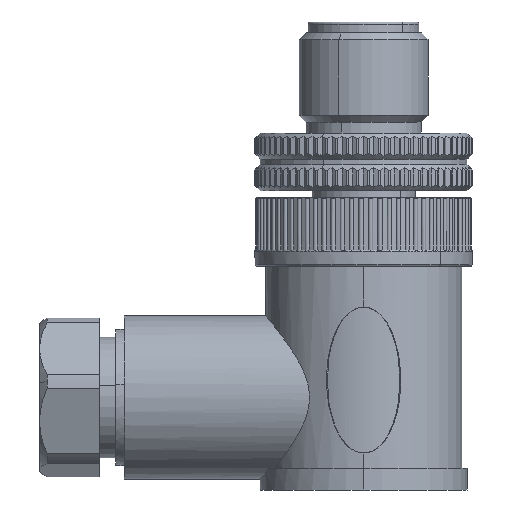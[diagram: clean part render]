
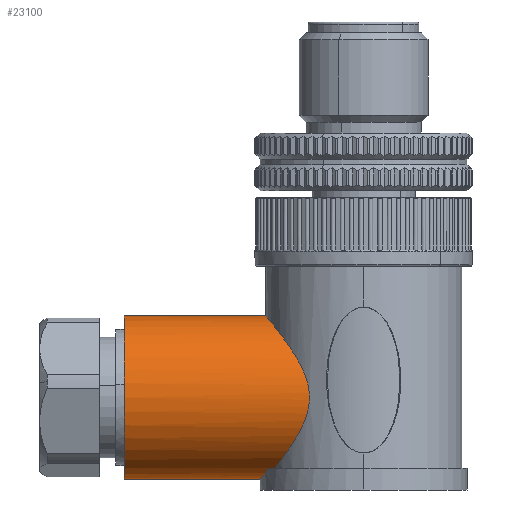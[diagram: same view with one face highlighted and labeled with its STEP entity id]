
A CAD part, left-side view. The second image highlights one B-rep face of the part: STEP entity #23100.
In plain terms, the highlighted cylindrical face has radius 7.5 mm (diameter 15 mm), a partial arc.
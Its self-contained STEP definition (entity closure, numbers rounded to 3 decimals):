
#6308=CARTESIAN_POINT('',(-3.276,-4.036,35.5));
#6309=CARTESIAN_POINT('',(-3.613,-4.036,35.5));
#6310=CARTESIAN_POINT('',(-4.312,-4.074,
35.455));
#6311=CARTESIAN_POINT('',(-5.434,-4.272,
35.216));
#6312=CARTESIAN_POINT('',(-6.565,-4.631,
34.777));
#6313=CARTESIAN_POINT('',(-7.607,-5.119,
34.163));
#6314=CARTESIAN_POINT('',(-8.555,-5.72,
33.375));
#6315=CARTESIAN_POINT('',(-9.335,-6.36,
32.47));
#6316=CARTESIAN_POINT('',(-9.929,-6.96,
31.517));
#6317=CARTESIAN_POINT('',(-10.339,-7.449,
30.586));
#6318=CARTESIAN_POINT('',(-10.609,-7.814,
29.667));
#6319=CARTESIAN_POINT('',(-10.756,-8.03,
28.757));
#6320=CARTESIAN_POINT('',(-10.793,-8.086,
27.862));
#6321=CARTESIAN_POINT('',(-10.722,-7.98,
26.964));
#6322=CARTESIAN_POINT('',(-10.539,-7.716,
26.049));
#6323=CARTESIAN_POINT('',(-10.214,-7.291,
25.085));
#6324=CARTESIAN_POINT('',(-9.706,-6.718,
24.076));
#6325=CARTESIAN_POINT('',(-8.968,-6.036,
23.061));
#6326=CARTESIAN_POINT('',(-8.042,-5.373,
22.161));
#6327=CARTESIAN_POINT('',(-7.37,-5.012,
21.703));
#6328=CARTESIAN_POINT('',(-7.018,-4.851,21.5));
#6674=DIRECTION('',(0.,1.,0.));
#6675=VECTOR('',#6674,12.5);
#6676=CARTESIAN_POINT('',(-3.276,-3.536,20.5));
#6677=LINE('',#6676,#6675);
#6690=CARTESIAN_POINT('',(-3.276,8.964,28.));
#6691=DIRECTION('',(0.,1.,0.));
#6692=DIRECTION('',(0.,0.,-1.));
#6693=AXIS2_PLACEMENT_3D('',#6690,#6691,#6692);
#6715=DIRECTION('',(0.,1.,0.));
#6716=VECTOR('',#6715,13.);
#6717=CARTESIAN_POINT('',(-3.276,-4.036,35.5));
#6718=LINE('',#6717,#6716);
#6719=DIRECTION('',(0.,-1.,0.));
#6720=VECTOR('',#6719,0.547);
#6721=CARTESIAN_POINT('',(-7.018,-4.304,21.5));
#6722=LINE('',#6721,#6720);
#6723=CARTESIAN_POINT('',(-3.276,-3.536,20.5));
#6724=CARTESIAN_POINT('',(-3.585,-3.536,20.5));
#6725=CARTESIAN_POINT('',(-4.213,-3.567,
20.538));
#6726=CARTESIAN_POINT('',(-5.165,-3.709,
20.719));
#6727=CARTESIAN_POINT('',(-6.114,-3.953,
21.033));
#6728=CARTESIAN_POINT('',(-6.722,-4.177,
21.33));
#6729=CARTESIAN_POINT('',(-7.018,-4.304,21.5));
#14523=CARTESIAN_POINT('',(-7.018,-4.304,21.5));
#14524=CARTESIAN_POINT('',(-7.018,-4.851,21.5));
#14525=VERTEX_POINT('',#14523);
#14526=VERTEX_POINT('',#14524);
#14901=CARTESIAN_POINT('',(-3.276,8.964,35.5));
#14902=CARTESIAN_POINT('',(-3.276,8.964,20.5));
#14903=VERTEX_POINT('',#14901);
#14904=VERTEX_POINT('',#14902);
#14942=CARTESIAN_POINT('',(-3.276,-4.036,35.5));
#14943=VERTEX_POINT('',#14942);
#16748=CARTESIAN_POINT('',(-3.276,-3.536,20.5));
#16749=VERTEX_POINT('',#16748);
#23086=CARTESIAN_POINT('',(-3.276,8.964,28.));
#23087=DIRECTION('',(0.,-1.,0.));
#23088=DIRECTION('',(0.,0.,-1.));
#23089=AXIS2_PLACEMENT_3D('',#23086,#23087,#23088);
#23090=CYLINDRICAL_SURFACE('',#23089,7.5);
#23091=ORIENTED_EDGE('',*,*,#23062,.F.);
#23092=ORIENTED_EDGE('',*,*,#22193,.T.);
#23093=ORIENTED_EDGE('',*,*,#23041,.F.);
#23095=ORIENTED_EDGE('',*,*,#23094,.F.);
#23096=ORIENTED_EDGE('',*,*,#23056,.T.);
#23097=ORIENTED_EDGE('',*,*,#23072,.T.);
#23098=EDGE_LOOP('',(#23091,#23092,#23093,#23095,#23096,#23097));
#23099=FACE_OUTER_BOUND('',#23098,.F.);
#23100=ADVANCED_FACE('',(#23099),#23090,.T.);
#6329=B_SPLINE_CURVE_WITH_KNOTS('',3,(#6308,#6309,#6310,#6311,#6312,#6313,#6314,
#6315,#6316,#6317,#6318,#6319,#6320,#6321,#6322,#6323,#6324,#6325,#6326,#6327,
#6328),.UNSPECIFIED.,.F.,.F.,(4,1,1,1,1,1,1,1,1,1,1,1,1,1,1,1,1,1,4),(0.,
0.056,0.111,0.167,0.222,
0.278,0.333,0.389,0.444,0.5,
0.556,0.611,0.667,0.722,
0.778,0.833,0.889,0.944,1.),
.UNSPECIFIED.);
#6694=CIRCLE('',#6693,7.5);
#6730=B_SPLINE_CURVE_WITH_KNOTS('',3,(#6723,#6724,#6725,#6726,#6727,#6728,
#6729),.UNSPECIFIED.,.F.,.F.,(4,1,1,1,4),(0.,0.25,0.5,0.75,1.),
.UNSPECIFIED.);
#22193=EDGE_CURVE('',#14943,#14526,#6329,.T.);
#23041=EDGE_CURVE('',#14525,#14526,#6722,.T.);
#23056=EDGE_CURVE('',#16749,#14904,#6677,.T.);
#23062=EDGE_CURVE('',#14943,#14903,#6718,.T.);
#23072=EDGE_CURVE('',#14904,#14903,#6694,.T.);
#23094=EDGE_CURVE('',#16749,#14525,#6730,.T.);
